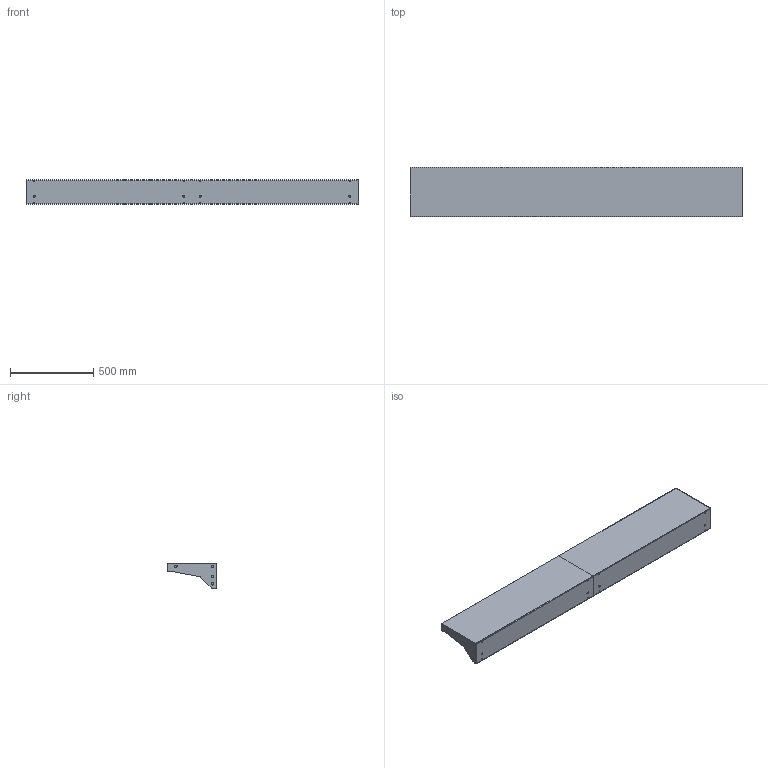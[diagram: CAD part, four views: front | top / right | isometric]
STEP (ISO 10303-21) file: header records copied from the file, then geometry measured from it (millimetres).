
FILE_DESCRIPTION (( 'STEP AP203' ), '1' );
FILE_NAME ('CRS2_300_2000 3D.STEP', '2019-12-02T13:53:45', ( '' ), ( '' ), 'SwSTEP 2.0', 'SolidWorks 2019', '' );
FILE_SCHEMA (( 'CONFIG_CONTROL_DESIGN' ));
Length unit declared in the file: millimetre
Products named in the file (4): CR3_300 Con. straight m; CRS2_300_2000 3D; CR3_300 Con. straight; CRS2_300_2000_Wall
Assembly tree (4 placements, depth 2):
  CRS2_300_2000 3D
    CRS2_300_2000_Wall
    CR3_300 Con. straight  x2
    CR3_300 Con. straight m
Bounding box: 2000 x 300 x 150 mm (x, y, z)
Volume: 2314282.2 mm3; surface area: 2263893.8 mm2
Topology: 4 solids, 4 shells, 123 faces, 313 edges, 198 vertices
Faces by surface type: plane 69, cylinder 54
Entity records: 3476 total; most frequent: DIRECTION 552, CARTESIAN_POINT 513, ORIENTED_EDGE 500, EDGE_CURVE 250, AXIS2_PLACEMENT_3D 195, LINE 162, VECTOR 162, VERTEX_POINT 156
